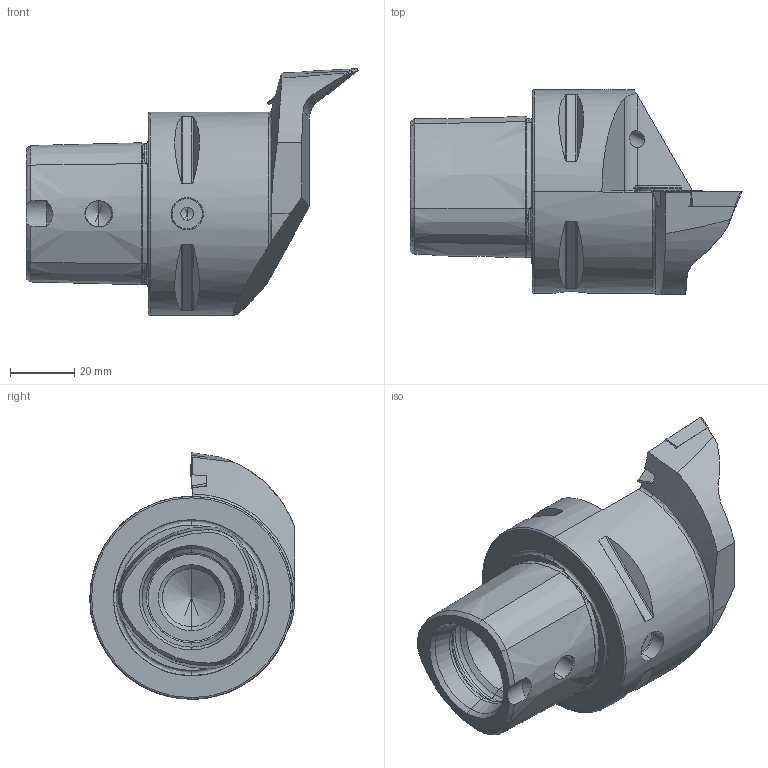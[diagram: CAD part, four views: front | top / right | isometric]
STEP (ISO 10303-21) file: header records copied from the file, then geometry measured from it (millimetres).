
FILE_DESCRIPTION (( 'STEP AP203' ), '1' );
FILE_NAME ('PS6.KVB.LJA.065-HP.STEP', '2024-08-22T13:15:46', ( '' ), ( '' ), 'SwSTEP 2.0', 'SolidWorks 2022', '' );
FILE_SCHEMA (( 'CONFIG_CONTROL_DESIGN' ));
Length unit declared in the file: millimetre
Products named in the file (10): WCB-ER2.001.009_A; DIN 7991 - M5x15; PS6.KVB.LJA.065-HP; DIN 3771 - 13x1; CHP-ER1.015.006_A; CHP-ER1.008.014_A; ISO 8752 2x8; CHP-ER1.015.006; PS6-KVB.LJA.065-HP_A; VCMT160404
Assembly tree (9 placements, depth 3):
  PS6.KVB.LJA.065-HP
    PS6-KVB.LJA.065-HP_A
    WCB-ER2.001.009_A
    CHP-ER1.008.014_A
    CHP-ER1.015.006
      CHP-ER1.015.006_A
      DIN 3771 - 13x1
      DIN 7991 - M5x15
    ISO 8752 2x8
    VCMT160404
Bounding box: 103 x 63.69 x 76.5 mm (x, y, z)
Volume: 148068 mm3; surface area: 30038.6 mm2
Topology: 8 solids, 8 shells, 384 faces, 928 edges, 550 vertices
Faces by surface type: cone 120, cylinder 98, plane 96, torus 52, bspline 16, sphere 2
Entity records: 13437 total; most frequent: CARTESIAN_POINT 3798, ORIENTED_EDGE 1808, DIRECTION 1804, EDGE_CURVE 904, AXIS2_PLACEMENT_3D 734, VERTEX_POINT 550, EDGE_LOOP 412, ADVANCED_FACE 384
